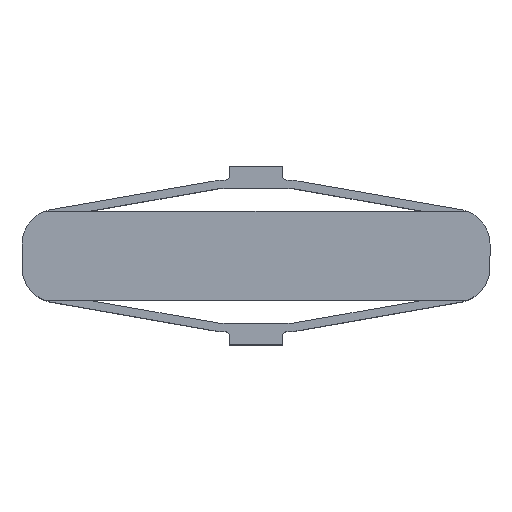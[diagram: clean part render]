
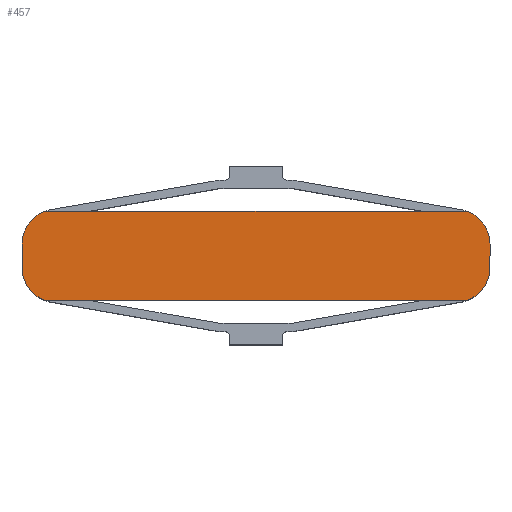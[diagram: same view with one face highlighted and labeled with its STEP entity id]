
A CAD part, top view. The second image highlights one B-rep face of the part: STEP entity #457.
In plain terms, the highlighted planar face has unit normal (0, 0, 1).
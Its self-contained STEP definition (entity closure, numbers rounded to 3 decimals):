
#11 = AXIS2_PLACEMENT_3D ( 'NONE', #614, #1573, #767 ) ;
#69 = CARTESIAN_POINT ( 'NONE',  ( 33.54, -2., 11.25 ) ) ;
#80 = CARTESIAN_POINT ( 'NONE',  ( -33.54, 2., 11.25 ) ) ;
#86 = CIRCLE ( 'NONE', #829, 5.857 ) ;
#95 = VERTEX_POINT ( 'NONE', #1227 ) ;
#117 = VERTEX_POINT ( 'NONE', #1085 ) ;
#160 = DIRECTION ( 'NONE',  ( 1., 0., 0. ) ) ;
#167 = VERTEX_POINT ( 'NONE', #254 ) ;
#189 = ORIENTED_EDGE ( 'NONE', *, *, #1498, .F. ) ;
#198 = DIRECTION ( 'NONE',  ( 1., 0., 0. ) ) ;
#205 = DIRECTION ( 'NONE',  ( 1., 0., 0. ) ) ;
#220 = ORIENTED_EDGE ( 'NONE', *, *, #857, .T. ) ;
#227 = VERTEX_POINT ( 'NONE', #1384 ) ;
#230 = FACE_OUTER_BOUND ( 'NONE', #1308, .T. ) ;
#239 = LINE ( 'NONE', #947, #1633 ) ;
#254 = CARTESIAN_POINT ( 'NONE',  ( -39.397, -2., 11.25 ) ) ;
#390 = DIRECTION ( 'NONE',  ( 0., 0., 1. ) ) ;
#430 = CARTESIAN_POINT ( 'NONE',  ( 0., 0., 11.25 ) ) ;
#436 = EDGE_CURVE ( 'NONE', #576, #956, #1664, .T. ) ;
#439 = ORIENTED_EDGE ( 'NONE', *, *, #943, .T. ) ;
#457 = ADVANCED_FACE ( 'NONE', ( #230 ), #972, .T. ) ;
#498 = ORIENTED_EDGE ( 'NONE', *, *, #1217, .T. ) ;
#515 = VERTEX_POINT ( 'NONE', #1418 ) ;
#544 = CARTESIAN_POINT ( 'NONE',  ( 0., -7.5, 11.25 ) ) ;
#576 = VERTEX_POINT ( 'NONE', #605 ) ;
#605 = CARTESIAN_POINT ( 'NONE',  ( -35.553, -7.5, 11.25 ) ) ;
#614 = CARTESIAN_POINT ( 'NONE',  ( -33.54, -2., 11.25 ) ) ;
#634 = CARTESIAN_POINT ( 'NONE',  ( 39.397, 0., 11.25 ) ) ;
#697 = AXIS2_PLACEMENT_3D ( 'NONE', #430, #965, #160 ) ;
#767 = DIRECTION ( 'NONE',  ( 1., 0., 0. ) ) ;
#773 = LINE ( 'NONE', #1079, #1675 ) ;
#783 = DIRECTION ( 'NONE',  ( 0., 1., 0. ) ) ;
#829 = AXIS2_PLACEMENT_3D ( 'NONE', #69, #1009, #198 ) ;
#857 = EDGE_CURVE ( 'NONE', #167, #576, #1086, .T. ) ;
#943 = EDGE_CURVE ( 'NONE', #117, #1118, #1226, .T. ) ;
#947 = CARTESIAN_POINT ( 'NONE',  ( -39.397, 0., 11.25 ) ) ;
#956 = VERTEX_POINT ( 'NONE', #1712 ) ;
#965 = DIRECTION ( 'NONE',  ( 0., 0., 1. ) ) ;
#972 = PLANE ( 'NONE',  #697 ) ;
#1009 = DIRECTION ( 'NONE',  ( 0., 0., 1. ) ) ;
#1023 = DIRECTION ( 'NONE',  ( 0., 0., 1. ) ) ;
#1035 = EDGE_CURVE ( 'NONE', #1118, #515, #1053, .T. ) ;
#1053 = CIRCLE ( 'NONE', #1581, 5.857 ) ;
#1079 = CARTESIAN_POINT ( 'NONE',  ( 0., 7.5, 11.25 ) ) ;
#1085 = CARTESIAN_POINT ( 'NONE',  ( 39.397, -2., 11.25 ) ) ;
#1086 = CIRCLE ( 'NONE', #11, 5.857 ) ;
#1118 = VERTEX_POINT ( 'NONE', #1235 ) ;
#1160 = EDGE_CURVE ( 'NONE', #956, #117, #86, .T. ) ;
#1170 = ORIENTED_EDGE ( 'NONE', *, *, #1160, .T. ) ;
#1215 = CARTESIAN_POINT ( 'NONE',  ( 33.54, 2., 11.25 ) ) ;
#1217 = EDGE_CURVE ( 'NONE', #95, #227, #1388, .T. ) ;
#1218 = DIRECTION ( 'NONE',  ( 1., 0., 0. ) ) ;
#1226 = LINE ( 'NONE', #634, #1608 ) ;
#1227 = CARTESIAN_POINT ( 'NONE',  ( -35.553, 7.5, 11.25 ) ) ;
#1232 = DIRECTION ( 'NONE',  ( 0., -1., 0. ) ) ;
#1235 = CARTESIAN_POINT ( 'NONE',  ( 39.397, 2., 11.25 ) ) ;
#1279 = AXIS2_PLACEMENT_3D ( 'NONE', #80, #1023, #205 ) ;
#1308 = EDGE_LOOP ( 'NONE', ( #1170, #439, #1605, #189, #498, #1526, #220, #1704 ) ) ;
#1313 = VECTOR ( 'NONE', #1375, 1000. ) ;
#1342 = DIRECTION ( 'NONE',  ( 1., 0., 0. ) ) ;
#1375 = DIRECTION ( 'NONE',  ( 1., 0., 0. ) ) ;
#1384 = CARTESIAN_POINT ( 'NONE',  ( -39.397, 2., 11.25 ) ) ;
#1388 = CIRCLE ( 'NONE', #1279, 5.857 ) ;
#1418 = CARTESIAN_POINT ( 'NONE',  ( 35.553, 7.5, 11.25 ) ) ;
#1498 = EDGE_CURVE ( 'NONE', #95, #515, #773, .T. ) ;
#1526 = ORIENTED_EDGE ( 'NONE', *, *, #1543, .T. ) ;
#1543 = EDGE_CURVE ( 'NONE', #227, #167, #239, .T. ) ;
#1573 = DIRECTION ( 'NONE',  ( 0., 0., 1. ) ) ;
#1581 = AXIS2_PLACEMENT_3D ( 'NONE', #1215, #390, #1342 ) ;
#1605 = ORIENTED_EDGE ( 'NONE', *, *, #1035, .T. ) ;
#1608 = VECTOR ( 'NONE', #783, 1000. ) ;
#1633 = VECTOR ( 'NONE', #1232, 1000. ) ;
#1664 = LINE ( 'NONE', #544, #1313 ) ;
#1675 = VECTOR ( 'NONE', #1218, 1000. ) ;
#1704 = ORIENTED_EDGE ( 'NONE', *, *, #436, .T. ) ;
#1712 = CARTESIAN_POINT ( 'NONE',  ( 35.553, -7.5, 11.25 ) ) ;
